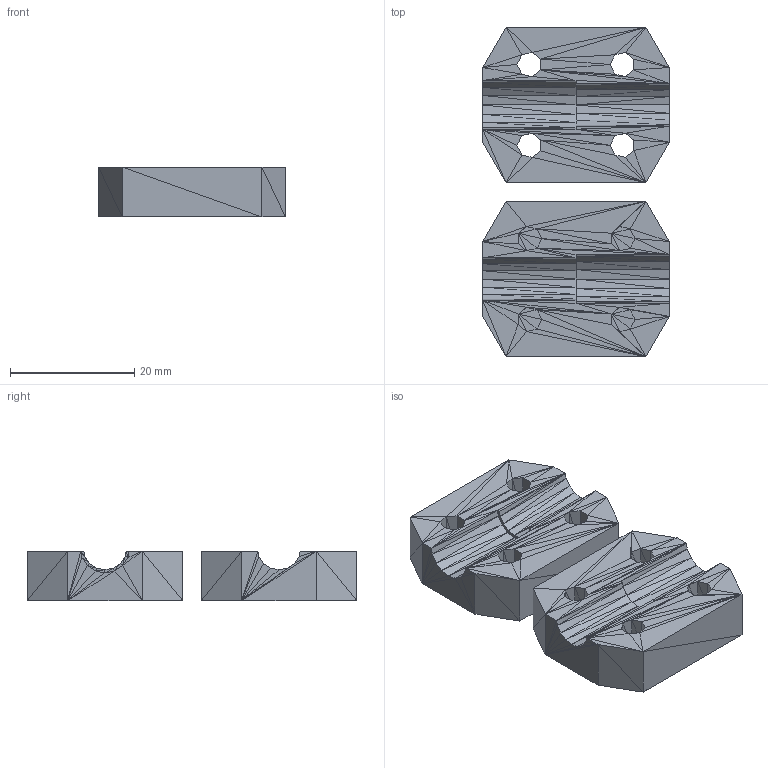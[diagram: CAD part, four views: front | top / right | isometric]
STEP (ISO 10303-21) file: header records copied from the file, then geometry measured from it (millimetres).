
FILE_DESCRIPTION(('FreeCAD Model'),'2;1');
FILE_NAME('coupling.stp','2011-11-21T21:18:27', ('FreeCAD'),('FreeCAD'),'Open CASCADE STEP processor 6.3','FreeCAD', 'Unknown');
FILE_SCHEMA(('AUTOMOTIVE_DESIGN_CC2 { 1 2 10303 214 -1 1 5 4 }'));
Length unit declared in the file: millimetre
Products named in the file (1): Open CASCADE STEP translator 6.3 3
Bounding box: 30 x 53 x 8 mm (x, y, z)
Volume: 9305.1 mm3; surface area: 5291.8 mm2
Topology: 2 solids, 2 shells, 728 faces, 1092 edges, 360 vertices
Faces by surface type: plane 728
Entity records: 27312 total; most frequent: CARTESIAN_POINT 5457, DIRECTION 3642, ORIENTED_EDGE 2184, LINE 2184, VECTOR 2184, PCURVE 2184, DEFINITIONAL_REPRESENTATION 2184, EDGE_CURVE 1092
